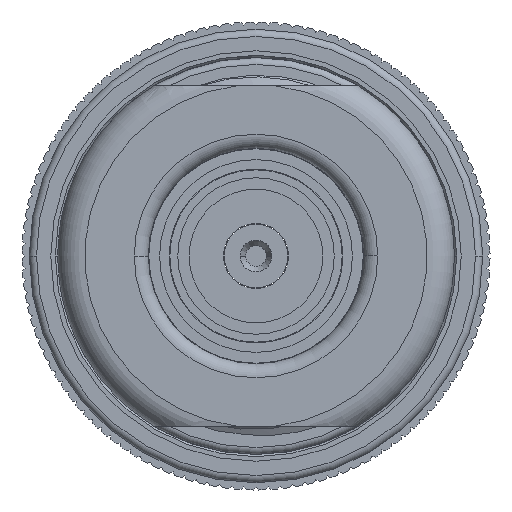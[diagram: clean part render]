
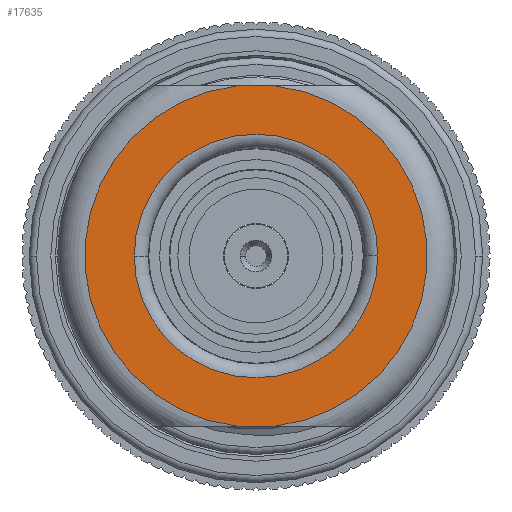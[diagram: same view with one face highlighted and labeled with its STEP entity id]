
A CAD part, left-side view. The second image highlights one B-rep face of the part: STEP entity #17635.
In plain terms, the highlighted planar face has unit normal (-1, 0, 0).
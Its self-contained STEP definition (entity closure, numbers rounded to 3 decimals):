
#16952=CARTESIAN_POINT('',(-28.291,0.,0.));
#16953=DIRECTION('',(1.,0.,0.));
#16954=DIRECTION('',(0.,-0.115,0.993));
#16955=AXIS2_PLACEMENT_3D('',#16952,#16953,#16954);
#16957=DIRECTION('',(0.,1.,0.));
#16958=VECTOR('',#16957,2.203);
#16959=CARTESIAN_POINT('',(-28.291,-1.102,-9.525));
#16960=LINE('',#16959,#16958);
#16961=CARTESIAN_POINT('',(-28.291,0.,0.));
#16962=DIRECTION('',(1.,0.,0.));
#16963=DIRECTION('',(0.,0.115,-0.993));
#16964=AXIS2_PLACEMENT_3D('',#16961,#16962,#16963);
#16966=DIRECTION('',(0.,-1.,0.));
#16967=VECTOR('',#16966,2.203);
#16968=CARTESIAN_POINT('',(-28.291,1.102,9.525));
#16969=LINE('',#16968,#16967);
#16970=CARTESIAN_POINT('',(-28.291,0.,0.));
#16971=DIRECTION('',(1.,0.,0.));
#16972=DIRECTION('',(0.,-1.,0.));
#16973=AXIS2_PLACEMENT_3D('',#16970,#16971,#16972);
#16975=CARTESIAN_POINT('',(-28.291,0.,0.));
#16976=DIRECTION('',(1.,0.,0.));
#16977=DIRECTION('',(0.,1.,0.));
#16978=AXIS2_PLACEMENT_3D('',#16975,#16976,#16977);
#17169=CARTESIAN_POINT('',(-28.291,-1.102,-9.525));
#17219=CARTESIAN_POINT('',(-28.291,1.102,9.525));
#17571=VERTEX_POINT('',#17169);
#17572=CARTESIAN_POINT('',(-28.291,-1.102,9.525));
#17573=VERTEX_POINT('',#17572);
#17576=VERTEX_POINT('',#17219);
#17577=CARTESIAN_POINT('',(-28.291,1.102,-9.525));
#17578=VERTEX_POINT('',#17577);
#17588=CARTESIAN_POINT('',(-28.291,-6.82,0.));
#17589=CARTESIAN_POINT('',(-28.291,6.82,0.));
#17590=VERTEX_POINT('',#17588);
#17591=VERTEX_POINT('',#17589);
#17614=CARTESIAN_POINT('',(-28.291,0.,0.));
#17615=DIRECTION('',(-1.,0.,0.));
#17616=DIRECTION('',(0.,1.,0.));
#17617=AXIS2_PLACEMENT_3D('',#17614,#17615,#17616);
#17618=PLANE('',#17617);
#17620=ORIENTED_EDGE('',*,*,#17619,.T.);
#17622=ORIENTED_EDGE('',*,*,#17621,.T.);
#17624=ORIENTED_EDGE('',*,*,#17623,.T.);
#17626=ORIENTED_EDGE('',*,*,#17625,.T.);
#17627=EDGE_LOOP('',(#17620,#17622,#17624,#17626));
#17628=FACE_OUTER_BOUND('',#17627,.F.);
#17630=ORIENTED_EDGE('',*,*,#17629,.F.);
#17632=ORIENTED_EDGE('',*,*,#17631,.F.);
#17633=EDGE_LOOP('',(#17630,#17632));
#17634=FACE_BOUND('',#17633,.F.);
#16956=CIRCLE('',#16955,9.589);
#16965=CIRCLE('',#16964,9.589);
#16974=CIRCLE('',#16973,6.82);
#16979=CIRCLE('',#16978,6.82);
#17619=EDGE_CURVE('',#17573,#17571,#16956,.T.);
#17621=EDGE_CURVE('',#17571,#17578,#16960,.T.);
#17623=EDGE_CURVE('',#17578,#17576,#16965,.T.);
#17625=EDGE_CURVE('',#17576,#17573,#16969,.T.);
#17629=EDGE_CURVE('',#17590,#17591,#16974,.T.);
#17631=EDGE_CURVE('',#17591,#17590,#16979,.T.);
#17635=ADVANCED_FACE('',(#17628,#17634),#17618,.T.);
